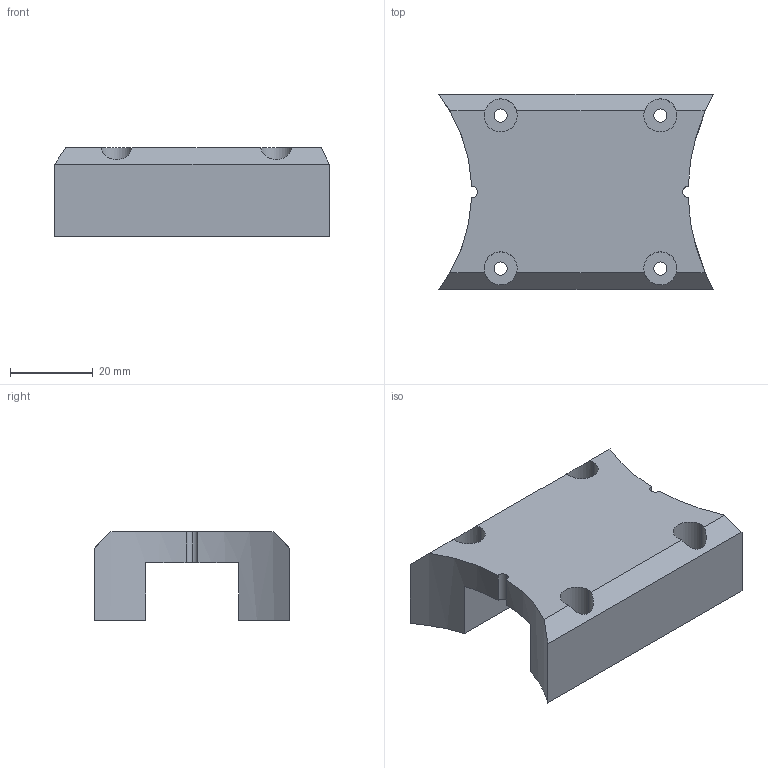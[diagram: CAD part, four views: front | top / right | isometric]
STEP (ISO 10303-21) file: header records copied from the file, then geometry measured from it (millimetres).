
FILE_DESCRIPTION (( 'STEP AP214' ), '1' );
FILE_NAME ('苤虯賦凳.STEP', '2024-09-28T01:50:05', ( '' ), ( '' ), 'SwSTEP 2.0', 'SolidWorks 2020', '' );
FILE_SCHEMA (( 'AUTOMOTIVE_DESIGN' ));
Length unit declared in the file: millimetre
Products named in the file (1): 苤虯賦凳
Bounding box: 66.53 x 47.27 x 21.5 mm (x, y, z)
Volume: 36215 mm3; surface area: 12751.1 mm2
Topology: 1 solids, 1 shells, 37 faces, 105 edges, 70 vertices
Faces by surface type: cylinder 23, plane 14
Entity records: 1283 total; most frequent: CARTESIAN_POINT 237, DIRECTION 227, ORIENTED_EDGE 210, EDGE_CURVE 105, AXIS2_PLACEMENT_3D 92, VERTEX_POINT 70, CIRCLE 54, EDGE_LOOP 45
